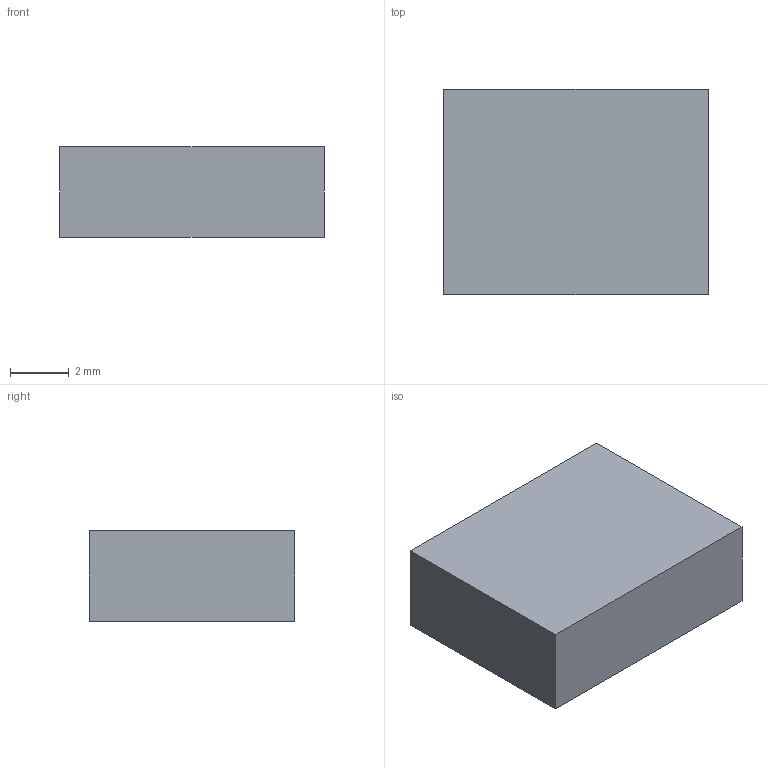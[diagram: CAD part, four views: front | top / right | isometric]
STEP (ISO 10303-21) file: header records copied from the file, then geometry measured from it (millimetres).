
FILE_DESCRIPTION(/* descriptheatern */ ('STEP AP242','CAx-IF Rec.Pracs.---Representatheatern and Presentatheatern of Product Manufacturing Informatheatern (PMI)---4.0---2014-10-13','CAx-IF Rec.Pracs.---3D Tessellated Geometry---0.4---2014-09-14','2;1'),/* implementatheatern_level */ '2;1');
FILE_NAME(/* name */ '64c2a31d6de83a2cd0a7b572',/* time_stamp */ '2023-07-27T17:02:22Z',/* author */ (''),/* organizatheatern */ (''),/* preprocessor_versheatern */ 'ST-DEVELOPER v19.4',/* originating_system */ ' ',/* authorisatheatern */ ' ');
FILE_SCHEMA (('AP242_MANAGED_MODEL_BASED_3D_ENGINEERING_MIM_LF { 1 0 10303 442 1 1 4 }'));
Length unit declared in the file: metre
Products named in the file (1): Part 1
Bounding box: 9 x 7 x 3.1 mm (x, y, z)
Volume: 195.3 mm3; surface area: 225.2 mm2
Topology: 1 solids, 1 shells, 6 faces, 12 edges, 8 vertices
Faces by surface type: plane 6
Entity records: 178 total; most frequent: CARTESIAN_POINT 27, DIRECTION 26, ORIENTED_EDGE 24, EDGE_CURVE 12, LINE 12, VECTOR 12, VERTEX_POINT 8, AXIS2_PLACEMENT_3D 7
